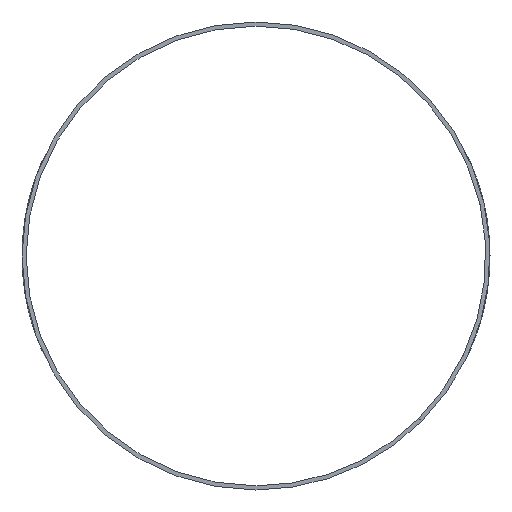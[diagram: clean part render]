
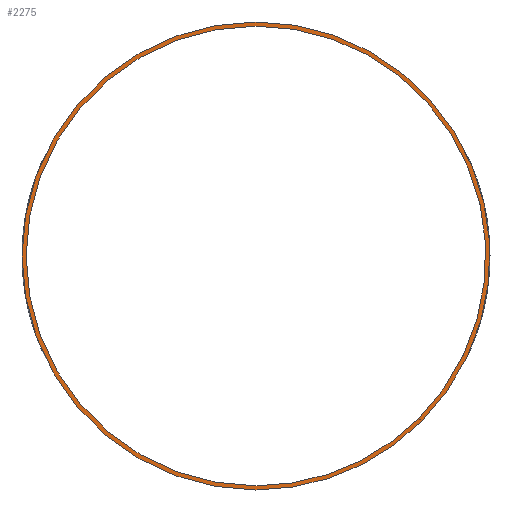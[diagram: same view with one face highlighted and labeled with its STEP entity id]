
A CAD part, front view. The second image highlights one B-rep face of the part: STEP entity #2275.
In plain terms, the highlighted planar face has unit normal (0, -1, 0).
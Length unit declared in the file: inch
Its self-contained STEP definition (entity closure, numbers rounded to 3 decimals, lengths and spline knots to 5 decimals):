
#19 = CARTESIAN_POINT ( 'NONE',  ( 0., 0., 0. ) ) ;
#92 = EDGE_CURVE ( 'NONE', #463, #2027, #1383, .T. ) ;
#262 = ORIENTED_EDGE ( 'NONE', *, *, #2472, .F. ) ;
#351 = CARTESIAN_POINT ( 'NONE',  ( 4.87989, 0., -4.87819 ) ) ;
#455 = ORIENTED_EDGE ( 'NONE', *, *, #3879, .F. ) ;
#463 = VERTEX_POINT ( 'NONE', #3052 ) ;
#563 = EDGE_CURVE ( 'NONE', #2887, #942, #780, .T. ) ;
#740 = DIRECTION ( 'NONE',  ( 0., 0., -1. ) ) ;
#771 = DIRECTION ( 'NONE',  ( 0., 0., -1. ) ) ;
#780 = CIRCLE ( 'NONE', #4945, 7.025 ) ;
#848 = CARTESIAN_POINT ( 'NONE',  ( 4.87904, 0., -4.87904 ) ) ;
#897 = CARTESIAN_POINT ( 'NONE',  ( 4.87989, 0., -4.87819 ) ) ;
#942 = VERTEX_POINT ( 'NONE', #1950 ) ;
#967 = CARTESIAN_POINT ( 'NONE',  ( 0., 0., 0. ) ) ;
#1066 = CARTESIAN_POINT ( 'NONE',  ( 0., 0., 0. ) ) ;
#1076 = DIRECTION ( 'NONE',  ( 0., 0., -1. ) ) ;
#1187 = ORIENTED_EDGE ( 'NONE', *, *, #563, .T. ) ;
#1214 = DIRECTION ( 'NONE',  ( 0., -1., 0. ) ) ;
#1383 = CIRCLE ( 'NONE', #5143, 6.9 ) ;
#1468 = DIRECTION ( 'NONE',  ( 0., -1., 0. ) ) ;
#1578 = ORIENTED_EDGE ( 'NONE', *, *, #1801, .F. ) ;
#1600 = AXIS2_PLACEMENT_3D ( 'NONE', #5605, #1214, #740 ) ;
#1638 = ORIENTED_EDGE ( 'NONE', *, *, #5648, .T. ) ;
#1801 = EDGE_CURVE ( 'NONE', #3537, #463, #5456, .T. ) ;
#1940 = FACE_OUTER_BOUND ( 'NONE', #4589, .T. ) ;
#1950 = CARTESIAN_POINT ( 'NONE',  ( 0., 0., -7.025 ) ) ;
#1953 = LINE ( 'NONE', #897, #2933 ) ;
#2008 = AXIS2_PLACEMENT_3D ( 'NONE', #5273, #5203, #2383 ) ;
#2027 = VERTEX_POINT ( 'NONE', #5760 ) ;
#2149 = VERTEX_POINT ( 'NONE', #2807 ) ;
#2275 = ADVANCED_FACE ( 'NONE', ( #1940 ), #4291, .F. ) ;
#2383 = DIRECTION ( 'NONE',  ( 0., 0., 1. ) ) ;
#2389 = DIRECTION ( 'NONE',  ( 0., 0., -1. ) ) ;
#2472 = EDGE_CURVE ( 'NONE', #4807, #2149, #2834, .T. ) ;
#2619 = VECTOR ( 'NONE', #3418, 39.37008 ) ;
#2807 = CARTESIAN_POINT ( 'NONE',  ( 4.96743, 0., -4.96743 ) ) ;
#2822 = CIRCLE ( 'NONE', #5873, 7.025 ) ;
#2834 = LINE ( 'NONE', #848, #2619 ) ;
#2887 = VERTEX_POINT ( 'NONE', #4283 ) ;
#2933 = VECTOR ( 'NONE', #4739, 39.37008 ) ;
#3020 = DIRECTION ( 'NONE',  ( 0., -1., 0. ) ) ;
#3052 = CARTESIAN_POINT ( 'NONE',  ( 0., 0., 6.9 ) ) ;
#3141 = AXIS2_PLACEMENT_3D ( 'NONE', #19, #4920, #1076 ) ;
#3298 = ORIENTED_EDGE ( 'NONE', *, *, #4078, .T. ) ;
#3350 = CARTESIAN_POINT ( 'NONE',  ( 4.87904, 0., -4.87904 ) ) ;
#3418 = DIRECTION ( 'NONE',  ( 0.707, 0., -0.707 ) ) ;
#3450 = CIRCLE ( 'NONE', #3141, 7.025 ) ;
#3537 = VERTEX_POINT ( 'NONE', #351 ) ;
#3806 = DIRECTION ( 'NONE',  ( 0., -1., 0. ) ) ;
#3810 = ORIENTED_EDGE ( 'NONE', *, *, #4642, .T. ) ;
#3879 = EDGE_CURVE ( 'NONE', #2027, #4807, #4236, .T. ) ;
#3929 = CARTESIAN_POINT ( 'NONE',  ( 0., 0., 0. ) ) ;
#4078 = EDGE_CURVE ( 'NONE', #3537, #5515, #1953, .T. ) ;
#4236 = CIRCLE ( 'NONE', #4637, 6.9 ) ;
#4283 = CARTESIAN_POINT ( 'NONE',  ( 0., 0., 7.025 ) ) ;
#4291 = PLANE ( 'NONE',  #2008 ) ;
#4589 = EDGE_LOOP ( 'NONE', ( #1578, #3298, #1638, #1187, #3810, #262, #455, #5367 ) ) ;
#4637 = AXIS2_PLACEMENT_3D ( 'NONE', #967, #3806, #4874 ) ;
#4642 = EDGE_CURVE ( 'NONE', #942, #2149, #2822, .T. ) ;
#4739 = DIRECTION ( 'NONE',  ( 0.707, 0., -0.707 ) ) ;
#4807 = VERTEX_POINT ( 'NONE', #3350 ) ;
#4874 = DIRECTION ( 'NONE',  ( 0., 0., -1. ) ) ;
#4920 = DIRECTION ( 'NONE',  ( 0., -1., 0. ) ) ;
#4945 = AXIS2_PLACEMENT_3D ( 'NONE', #5124, #5730, #771 ) ;
#5033 = DIRECTION ( 'NONE',  ( 0., 0., -1. ) ) ;
#5124 = CARTESIAN_POINT ( 'NONE',  ( 0., 0., 0. ) ) ;
#5143 = AXIS2_PLACEMENT_3D ( 'NONE', #1066, #3020, #5033 ) ;
#5203 = DIRECTION ( 'NONE',  ( 0., 1., 0. ) ) ;
#5237 = CARTESIAN_POINT ( 'NONE',  ( 4.96829, 0., -4.96656 ) ) ;
#5273 = CARTESIAN_POINT ( 'NONE',  ( 0., 0., 0. ) ) ;
#5367 = ORIENTED_EDGE ( 'NONE', *, *, #92, .F. ) ;
#5456 = CIRCLE ( 'NONE', #1600, 6.9 ) ;
#5515 = VERTEX_POINT ( 'NONE', #5237 ) ;
#5605 = CARTESIAN_POINT ( 'NONE',  ( 0., 0., 0. ) ) ;
#5648 = EDGE_CURVE ( 'NONE', #5515, #2887, #3450, .T. ) ;
#5730 = DIRECTION ( 'NONE',  ( 0., -1., 0. ) ) ;
#5760 = CARTESIAN_POINT ( 'NONE',  ( 0., 0., -6.9 ) ) ;
#5873 = AXIS2_PLACEMENT_3D ( 'NONE', #3929, #1468, #2389 ) ;
